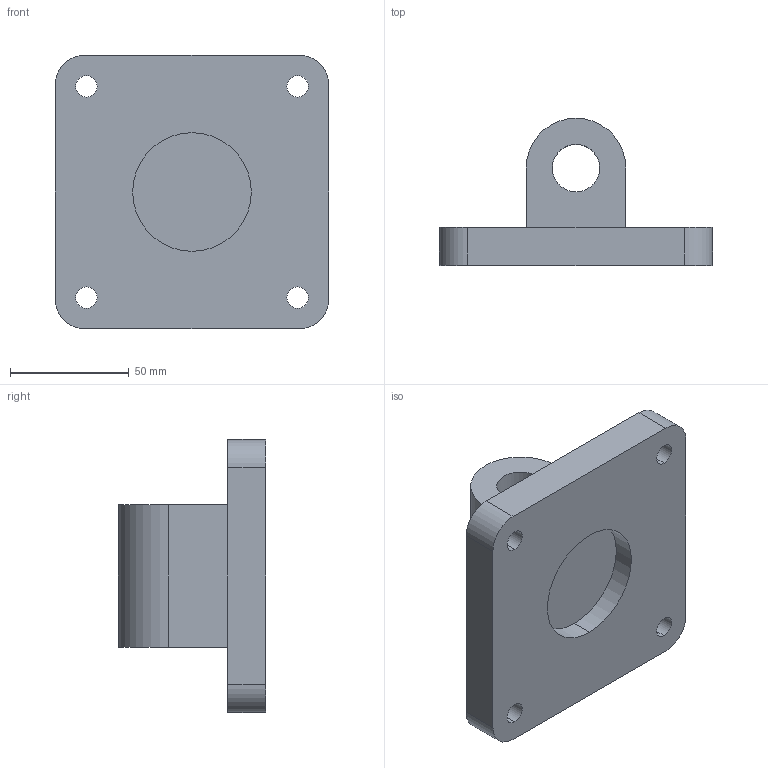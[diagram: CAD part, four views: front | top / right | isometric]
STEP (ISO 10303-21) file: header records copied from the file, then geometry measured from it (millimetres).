
FILE_DESCRIPTION (( 'STEP AP214' ), '1' );
FILE_NAME ('GMC-100MM.step', '2017-08-21T13:00:51', ( '' ), ( '' ), 'SwSTEP 2.0', 'SolidWorks 2017', '' );
FILE_SCHEMA (( 'AUTOMOTIVE_DESIGN' ));
Length unit declared in the file: millimetre
Products named in the file (1): GMC-100MM
Bounding box: 115 x 62 x 115 mm (x, y, z)
Volume: 273593 mm3; surface area: 47012.9 mm2
Topology: 1 solids, 1 shells, 28 faces, 72 edges, 48 vertices
Faces by surface type: cylinder 17, plane 11
Entity records: 924 total; most frequent: DIRECTION 164, CARTESIAN_POINT 149, ORIENTED_EDGE 144, EDGE_CURVE 72, AXIS2_PLACEMENT_3D 63, VERTEX_POINT 48, EDGE_LOOP 40, LINE 38
